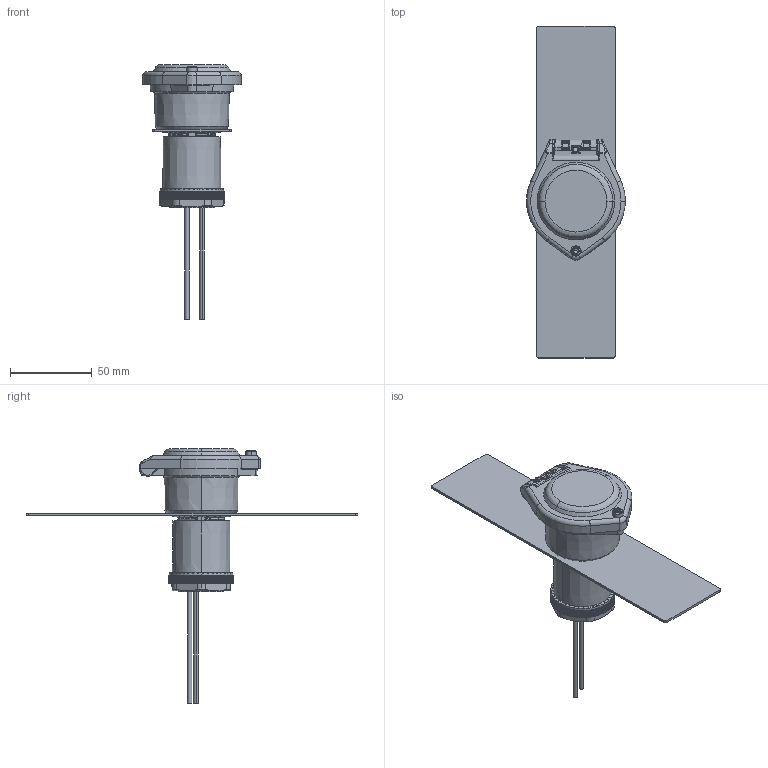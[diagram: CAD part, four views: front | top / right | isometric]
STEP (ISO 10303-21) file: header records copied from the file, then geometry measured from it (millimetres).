
FILE_DESCRIPTION (( 'STEP AP203' ), '1' );
FILE_NAME ('R-3MT-VI-3K_10-DC2-SR-KIT-F_3D.STEP', '2024-04-09T19:03:36', ( '' ), ( '' ), 'SwSTEP 2.0', 'SolidWorks 2023', '' );
FILE_SCHEMA (( 'CONFIG_CONTROL_DESIGN' ));
Products named in the file (18): Z-000-4401_2TCPTV; MT_AlignmentPlate_2hole; R-3MT-VI-3K_10-DC2-SR-KIT-F_FP060_1; R-3MT-VI-xx2-xK_Full Open; R-3MT-VI-3K_10-DC2-SR-KIT-F_3D; Z-990-31P5X2P5A70-RING; MT_FaceLabel_2 test; 30MM shell_Solid; 30mm_O-ring; Z-120-30X1-5-NUT; Z-120-30MPESDOR-B; Z-004-440S51-INSERT; R-3MT-VI-CAP_Closed; Z-120-30X31-SPACER; Z-120-30MPESDOR-C; Z-990-37P7X3P5A50-RING; R-3PESD_Assem_R-3MT-VI; 14GA_Wires_2 wire
Assembly tree (18 placements, depth 4):
  R-3MT-VI-3K_10-DC2-SR-KIT-F_3D
    R-3MT-VI-3K_10-DC2-SR-KIT-F_FP060_1
    R-3MT-VI-CAP_Closed
      Z-120-30MPESDOR-B
      Z-004-440S51-INSERT
      Z-120-30MPESDOR-C
      Z-000-4401_2TCPTV
      Z-990-31P5X2P5A70-RING
      Z-990-37P7X3P5A50-RING
    R-3MT-VI-xx2-xK_Full Open
      R-3PESD_Assem_R-3MT-VI
        30MM shell_Solid
        Z-120-30X1-5-NUT
        Z-120-30X31-SPACER
        30mm_O-ring
      30mm_O-ring
      14GA_Wires_2 wire
      MT_FaceLabel_2 test
      MT_AlignmentPlate_2hole
Bounding box: 60.43 x 203.2 x 156.01 mm (x, y, z)
Volume: 119378.7 mm3; surface area: 81890 mm2
Topology: 15 solids, 18 shells, 2360 faces, 5963 edges, 3650 vertices
Faces by surface type: cylinder 727, plane 530, bspline 481, torus 338, cone 256, sphere 28
Entity records: 594007 total; most frequent: CARTESIAN_POINT 544268, ORIENTED_EDGE 11894, DIRECTION 7733, EDGE_CURVE 5947, VERTEX_POINT 3646, AXIS2_PLACEMENT_3D 3209, EDGE_LOOP 2425, FACE_OUTER_BOUND 2356
